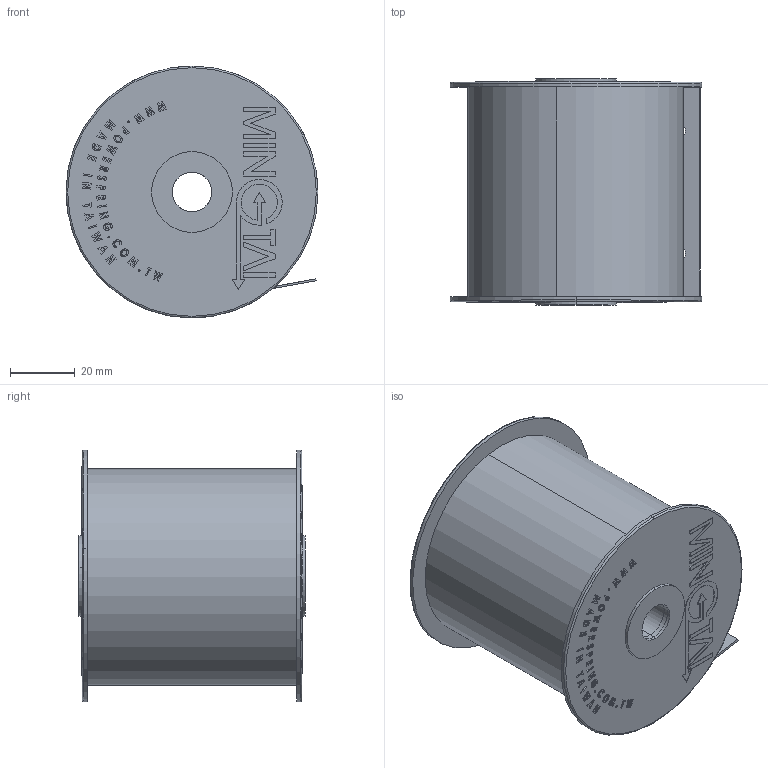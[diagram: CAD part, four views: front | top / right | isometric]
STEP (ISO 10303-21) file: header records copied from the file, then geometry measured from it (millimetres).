
FILE_DESCRIPTION (( 'STEP AP203' ), '1' );
FILE_NAME ('CP10001010.STEP', '2020-11-25T06:07:13', ( '' ), ( '' ), 'SwSTEP 2.0', 'SolidWorks 2020', '' );
FILE_SCHEMA (( 'CONFIG_CONTROL_DESIGN' ));
Length unit declared in the file: millimetre
Products named in the file (3): CP10001010_Spring; 60mm_10mm(OD17); CP10001010
Assembly tree (3 placements, depth 2):
  CP10001010
    60mm_10mm(OD17)  x2
    CP10001010_Spring
Bounding box: 78 x 70 x 78 mm (x, y, z)
Volume: 97769 mm3; surface area: 208658.4 mm2
Topology: 75 solids, 75 shells, 1158 faces, 2966 edges, 1972 vertices
Faces by surface type: plane 842, bspline 174, cylinder 126, torus 12, cone 4
Entity records: 22920 total; most frequent: CARTESIAN_POINT 8306, ORIENTED_EDGE 3098, DIRECTION 2597, EDGE_CURVE 1549, LINE 1195, VECTOR 1195, VERTEX_POINT 1030, AXIS2_PLACEMENT_3D 701
